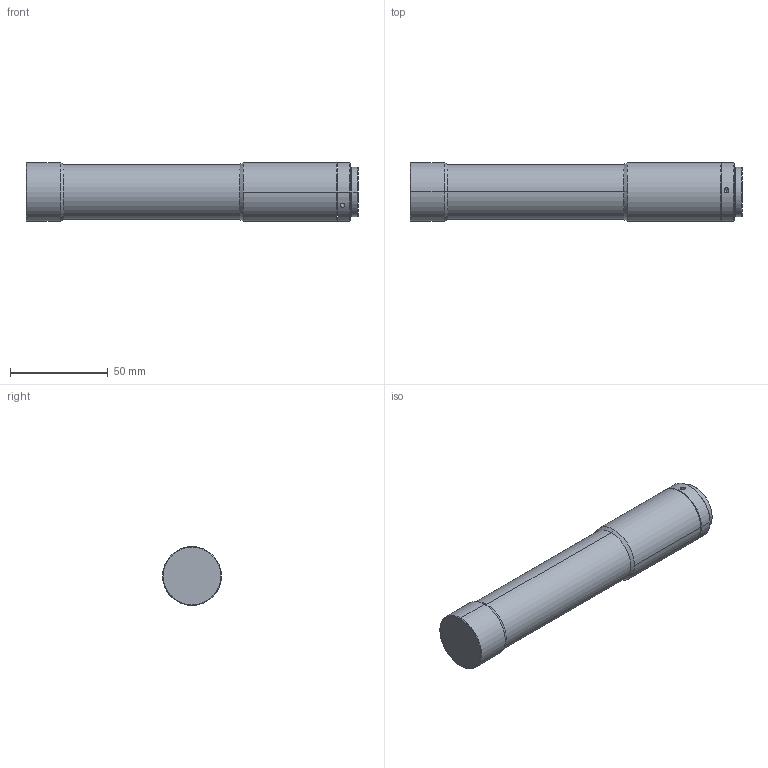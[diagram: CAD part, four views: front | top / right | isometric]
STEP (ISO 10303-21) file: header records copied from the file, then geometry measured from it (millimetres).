
FILE_DESCRIPTION (( 'STEP AP203' ), '1' );
FILE_NAME ('WWH30-110ATV2.STEP', '2019-12-03T03:49:57', ( 'Windows 蚚誧' ), ( '' ), 'SwSTEP 2.0', 'SolidWorks 2017', '' );
FILE_SCHEMA (( 'CONFIG_CONTROL_DESIGN' ));
Length unit declared in the file: millimetre
Products named in the file (1): WWH30-110ATV2
Bounding box: 169.6 x 30 x 30 mm (x, y, z)
Volume: 110426.6 mm3; surface area: 17616.1 mm2
Topology: 1 solids, 1 shells, 42 faces, 94 edges, 55 vertices
Faces by surface type: cylinder 20, cone 16, plane 6
Entity records: 1295 total; most frequent: CARTESIAN_POINT 286, DIRECTION 214, ORIENTED_EDGE 176, AXIS2_PLACEMENT_3D 89, EDGE_CURVE 88, VERTEX_POINT 55, EDGE_LOOP 49, CIRCLE 46
